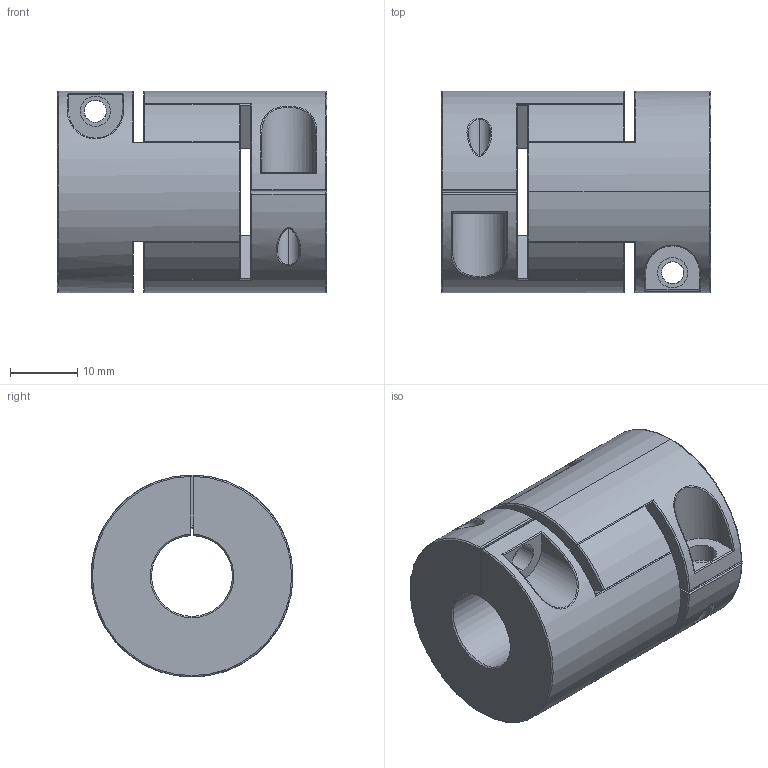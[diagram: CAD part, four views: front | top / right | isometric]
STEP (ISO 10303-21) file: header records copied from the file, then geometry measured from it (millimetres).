
FILE_DESCRIPTION (( 'STEP AP214' ), '1' );
FILE_NAME ('Coupling BF-30.STEP', '2021-08-20T07:10:04', ( '' ), ( '' ), 'SwSTEP 2.0', 'SolidWorks 2020', '' );
FILE_SCHEMA (( 'AUTOMOTIVE_DESIGN' ));
Length unit declared in the file: millimetre
Products named in the file (1): Coupling BF-30
Bounding box: 40 x 30 x 30 mm (x, y, z)
Volume: 20594.3 mm3; surface area: 11186.1 mm2
Topology: 3 solids, 3 shells, 155 faces, 396 edges, 249 vertices
Faces by surface type: cylinder 68, torus 41, plane 36, bspline 6, cone 4
Entity records: 5991 total; most frequent: CARTESIAN_POINT 2244, ORIENTED_EDGE 792, DIRECTION 758, EDGE_CURVE 396, AXIS2_PLACEMENT_3D 304, VERTEX_POINT 249, EDGE_LOOP 167, FACE_OUTER_BOUND 155
